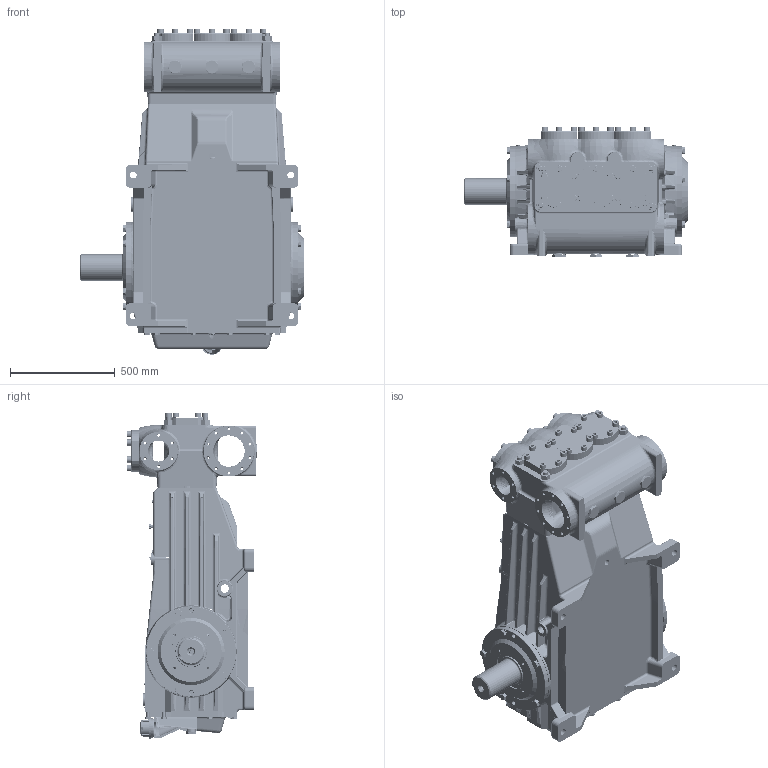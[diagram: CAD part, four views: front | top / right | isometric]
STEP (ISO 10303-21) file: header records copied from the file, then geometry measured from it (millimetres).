
FILE_DESCRIPTION (( 'STEP AP203' ), '1' );
FILE_NAME ('PP14924.STEP', '2016-04-28T17:32:50', ( 'IT' ), ( 'Microsoft' ), 'SwSTEP 2.0', 'SolidWorks 2016', '' );
FILE_SCHEMA (( 'CONFIG_CONTROL_DESIGN' ));
Products named in the file (1): PP14924
Bounding box: 1070 x 618 x 1550.65 mm (x, y, z)
Surface area: 8593332.3 mm2 (no closed solid volume)
Topology: 0 solids, 261 shells, 2905 faces, 15820 edges, 12994 vertices
Faces by surface type: plane 1079, cylinder 839, cone 406, bspline 378, torus 163, sphere 40
Entity records: 212171 total; most frequent: CARTESIAN_POINT 102704, ORIENTED_EDGE 21286, DIRECTION 18128, EDGE_CURVE 15757, VERTEX_POINT 12992, LINE 6718, VECTOR 6718, AXIS2_PLACEMENT_3D 5705
